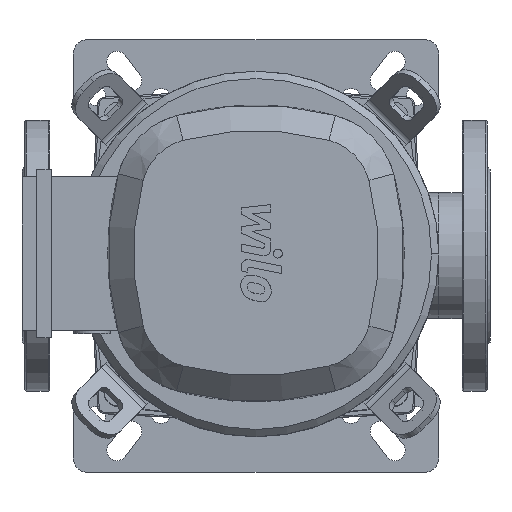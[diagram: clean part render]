
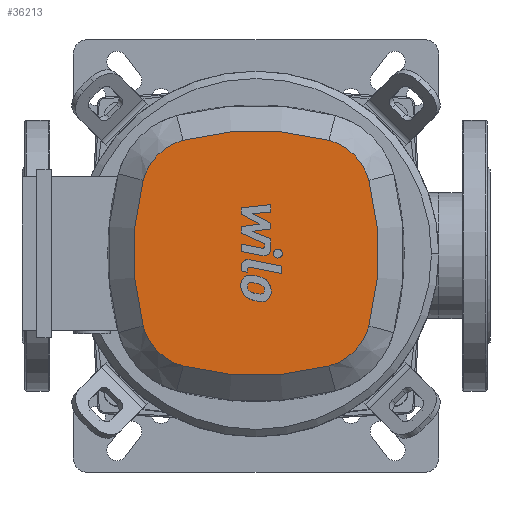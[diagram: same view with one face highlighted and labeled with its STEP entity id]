
A CAD part, top view. The second image highlights one B-rep face of the part: STEP entity #36213.
In plain terms, the highlighted planar face has unit normal (0, 0, 1).
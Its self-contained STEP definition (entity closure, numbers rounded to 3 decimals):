
#35848=CARTESIAN_POINT('',(-77.21,-49.783,1132.0));
#35849=VERTEX_POINT('',#35848);
#35867=CARTESIAN_POINT('',(-49.783,-77.21,1132.0));
#35868=VERTEX_POINT('',#35867);
#35875=CARTESIAN_POINT('',(-39.775,-39.775,1132.0));
#35876=DIRECTION('',(0.0,0.0,-1.0));
#35877=DIRECTION('',(0.0,-1.0,0.0));
#35878=AXIS2_PLACEMENT_3D('',#35875,#35876,#35877);
#35879=CIRCLE('',#35878,38.75);
#35880=EDGE_CURVE('',#35868,#35849,#35879,.T.);
#35890=CARTESIAN_POINT('',(-77.21,49.783,1132.0));
#35891=VERTEX_POINT('',#35890);
#35908=CARTESIAN_POINT('',(108.996,0.,1132.0));
#35909=DIRECTION('',(0.0,0.0,-1.0));
#35910=DIRECTION('',(-0.966,0.258,0.0));
#35911=AXIS2_PLACEMENT_3D('',#35908,#35909,#35910);
#35912=CIRCLE('',#35911,192.746);
#35913=EDGE_CURVE('',#35849,#35891,#35912,.T.);
#35925=CARTESIAN_POINT('',(49.783,-77.21,1132.0));
#35926=VERTEX_POINT('',#35925);
#35933=CARTESIAN_POINT('',(0.,108.996,1132.0));
#35934=DIRECTION('',(0.0,0.0,-1.0));
#35935=DIRECTION('',(-0.258,-0.966,0.0));
#35936=AXIS2_PLACEMENT_3D('',#35933,#35934,#35935);
#35937=CIRCLE('',#35936,192.746);
#35938=EDGE_CURVE('',#35926,#35868,#35937,.T.);
#35956=CARTESIAN_POINT('',(-49.783,77.21,1132.0));
#35957=VERTEX_POINT('',#35956);
#35974=CARTESIAN_POINT('',(-39.775,39.775,1132.0));
#35975=DIRECTION('',(0.0,0.0,-1.0));
#35976=DIRECTION('',(-1.0,0.0,0.0));
#35977=AXIS2_PLACEMENT_3D('',#35974,#35975,#35976);
#35978=CIRCLE('',#35977,38.75);
#35979=EDGE_CURVE('',#35891,#35957,#35978,.T.);
#35991=CARTESIAN_POINT('',(77.21,-49.783,1132.0));
#35992=VERTEX_POINT('',#35991);
#35999=CARTESIAN_POINT('',(39.775,-39.775,1132.0));
#36000=DIRECTION('',(0.0,0.0,-1.0));
#36001=DIRECTION('',(1.0,0.0,0.0));
#36002=AXIS2_PLACEMENT_3D('',#35999,#36000,#36001);
#36003=CIRCLE('',#36002,38.75);
#36004=EDGE_CURVE('',#35992,#35926,#36003,.T.);
#36022=CARTESIAN_POINT('',(49.783,77.21,1132.0));
#36023=VERTEX_POINT('',#36022);
#36040=CARTESIAN_POINT('',(0.,-108.996,1132.0));
#36041=DIRECTION('',(0.0,0.0,-1.0));
#36042=DIRECTION('',(0.258,0.966,0.0));
#36043=AXIS2_PLACEMENT_3D('',#36040,#36041,#36042);
#36044=CIRCLE('',#36043,192.746);
#36045=EDGE_CURVE('',#35957,#36023,#36044,.T.);
#36057=CARTESIAN_POINT('',(77.21,49.783,1132.0));
#36058=VERTEX_POINT('',#36057);
#36065=CARTESIAN_POINT('',(-108.996,0.,1132.0));
#36066=DIRECTION('',(0.0,0.0,-1.0));
#36067=DIRECTION('',(0.966,-0.258,0.0));
#36068=AXIS2_PLACEMENT_3D('',#36065,#36066,#36067);
#36069=CIRCLE('',#36068,192.746);
#36070=EDGE_CURVE('',#36058,#35992,#36069,.T.);
#36089=CARTESIAN_POINT('',(39.775,39.775,1132.0));
#36090=DIRECTION('',(0.0,0.0,-1.0));
#36091=DIRECTION('',(0.0,1.0,0.0));
#36092=AXIS2_PLACEMENT_3D('',#36089,#36090,#36091);
#36093=CIRCLE('',#36092,38.75);
#36094=EDGE_CURVE('',#36023,#36058,#36093,.T.);
#36198=CARTESIAN_POINT('',(87.47,0.,1132.0));
#36199=DIRECTION('',(0.0,0.0,1.0));
#36200=DIRECTION('',(-1.0,0.0,0.0));
#36201=AXIS2_PLACEMENT_3D('',#36198,#36199,#36200);
#36202=PLANE('',#36201);
#36203=ORIENTED_EDGE('',*,*,#35880,.F.);
#36204=ORIENTED_EDGE('',*,*,#35938,.F.);
#36205=ORIENTED_EDGE('',*,*,#36004,.F.);
#36206=ORIENTED_EDGE('',*,*,#36070,.F.);
#36207=ORIENTED_EDGE('',*,*,#36094,.F.);
#36208=ORIENTED_EDGE('',*,*,#36045,.F.);
#36209=ORIENTED_EDGE('',*,*,#35979,.F.);
#36210=ORIENTED_EDGE('',*,*,#35913,.F.);
#36211=EDGE_LOOP('',(#36203,#36204,#36205,#36206,#36207,#36208,#36209,#36210));
#36212=FACE_OUTER_BOUND('',#36211,.T.);
#36213=ADVANCED_FACE('',(#36212),#36202,.T.);
